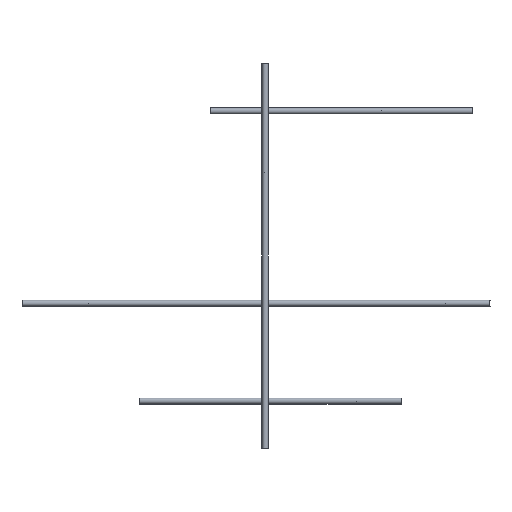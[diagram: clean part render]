
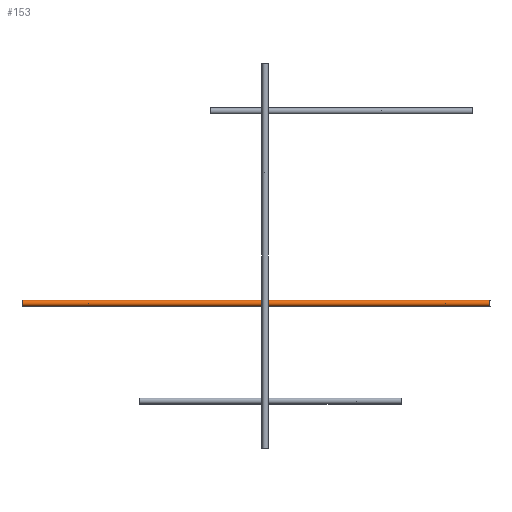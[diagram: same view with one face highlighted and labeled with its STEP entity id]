
A CAD part, front view. The second image highlights one B-rep face of the part: STEP entity #153.
In plain terms, the highlighted free-form (B-spline) face has degree [2, 1] with [5, 2] control points.
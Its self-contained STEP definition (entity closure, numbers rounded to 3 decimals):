
#153=ADVANCED_FACE('',(#207),#668,.T.);
#207=FACE_OUTER_BOUND('',#261,.T.);
#261=EDGE_LOOP('',(#403,#404,#405,#406));
#403=ORIENTED_EDGE('',*,*,#488,.T.);
#404=ORIENTED_EDGE('',*,*,#487,.F.);
#405=ORIENTED_EDGE('',*,*,#486,.F.);
#406=ORIENTED_EDGE('',*,*,#485,.T.);
#485=EDGE_CURVE('',#635,#636,#574,.T.);
#486=EDGE_CURVE('',#635,#634,#575,.T.);
#487=EDGE_CURVE('',#634,#637,#576,.T.);
#488=EDGE_CURVE('',#636,#637,#577,.T.);
#574=(
BOUNDED_CURVE()
B_SPLINE_CURVE(2,(#2484,#2485,#2486,#2487,#2488),.UNSPECIFIED.,.F.,.F.)
B_SPLINE_CURVE_WITH_KNOTS((3,2,3),(0.,5.498,10.996),
 .UNSPECIFIED.)
CURVE()
GEOMETRIC_REPRESENTATION_ITEM()
RATIONAL_B_SPLINE_CURVE((1.,0.707,1.,0.707,1.))
REPRESENTATION_ITEM('')
);
#575=(
BOUNDED_CURVE()
B_SPLINE_CURVE(1,(#2489,#2490),.UNSPECIFIED.,.F.,.F.)
B_SPLINE_CURVE_WITH_KNOTS((2,2),(-79.722,314.838),
 .UNSPECIFIED.)
CURVE()
GEOMETRIC_REPRESENTATION_ITEM()
RATIONAL_B_SPLINE_CURVE((1.,1.))
REPRESENTATION_ITEM('')
);
#576=(
BOUNDED_CURVE()
B_SPLINE_CURVE(2,(#2491,#2492,#2493,#2494,#2495),.UNSPECIFIED.,.F.,.F.)
B_SPLINE_CURVE_WITH_KNOTS((3,2,3),(0.,5.498,10.996),
 .UNSPECIFIED.)
CURVE()
GEOMETRIC_REPRESENTATION_ITEM()
RATIONAL_B_SPLINE_CURVE((1.,0.707,1.,0.707,1.))
REPRESENTATION_ITEM('')
);
#577=(
BOUNDED_CURVE()
B_SPLINE_CURVE(1,(#2496,#2497),.UNSPECIFIED.,.F.,.F.)
B_SPLINE_CURVE_WITH_KNOTS((2,2),(-79.722,314.838),
 .UNSPECIFIED.)
CURVE()
GEOMETRIC_REPRESENTATION_ITEM()
RATIONAL_B_SPLINE_CURVE((1.,1.))
REPRESENTATION_ITEM('')
);
#634=VERTEX_POINT('',#2480);
#635=VERTEX_POINT('',#2481);
#636=VERTEX_POINT('',#2482);
#637=VERTEX_POINT('',#2483);
#668=(
BOUNDED_SURFACE()
B_SPLINE_SURFACE(2,1,((#2460,#2461),(#2462,#2463),(#2464,#2465),(#2466,
#2467),(#2468,#2469)),.UNSPECIFIED.,.F.,.F.,.F.)
B_SPLINE_SURFACE_WITH_KNOTS((3,2,3),(2,2),(0.,5.498,10.996),
(-79.722,314.838),.UNSPECIFIED.)
GEOMETRIC_REPRESENTATION_ITEM()
RATIONAL_B_SPLINE_SURFACE(((1.,1.),(0.707,0.707),
(1.,1.),(0.707,0.707),(1.,1.)))
REPRESENTATION_ITEM('')
SURFACE()
);
#2460=CARTESIAN_POINT('',(1928.634,-215.934,1019.917));
#2461=CARTESIAN_POINT('',(2878.634,-215.934,1019.917));
#2462=CARTESIAN_POINT('',(1928.634,-222.083,1019.917));
#2463=CARTESIAN_POINT('',(2878.634,-222.083,1019.917));
#2464=CARTESIAN_POINT('',(1928.634,-222.083,1013.768));
#2465=CARTESIAN_POINT('',(2878.634,-222.083,1013.768));
#2466=CARTESIAN_POINT('',(1928.634,-222.083,1007.619));
#2467=CARTESIAN_POINT('',(2878.634,-222.083,1007.619));
#2468=CARTESIAN_POINT('',(1928.634,-215.934,1007.619));
#2469=CARTESIAN_POINT('',(2878.634,-215.934,1007.619));
#2480=CARTESIAN_POINT('',(2878.634,-215.934,1019.917));
#2481=CARTESIAN_POINT('',(1928.634,-215.934,1019.917));
#2482=CARTESIAN_POINT('',(1928.634,-215.934,1007.619));
#2483=CARTESIAN_POINT('',(2878.634,-215.934,1007.619));
#2484=CARTESIAN_POINT('',(1928.634,-215.934,1019.917));
#2485=CARTESIAN_POINT('',(1928.634,-222.083,1019.917));
#2486=CARTESIAN_POINT('',(1928.634,-222.083,1013.768));
#2487=CARTESIAN_POINT('',(1928.634,-222.083,1007.619));
#2488=CARTESIAN_POINT('',(1928.634,-215.934,1007.619));
#2489=CARTESIAN_POINT('',(1928.634,-215.934,1019.917));
#2490=CARTESIAN_POINT('',(2878.634,-215.934,1019.917));
#2491=CARTESIAN_POINT('',(2878.634,-215.934,1019.917));
#2492=CARTESIAN_POINT('',(2878.634,-222.083,1019.917));
#2493=CARTESIAN_POINT('',(2878.634,-222.083,1013.768));
#2494=CARTESIAN_POINT('',(2878.634,-222.083,1007.619));
#2495=CARTESIAN_POINT('',(2878.634,-215.934,1007.619));
#2496=CARTESIAN_POINT('',(1928.634,-215.934,1007.619));
#2497=CARTESIAN_POINT('',(2878.634,-215.934,1007.619));
